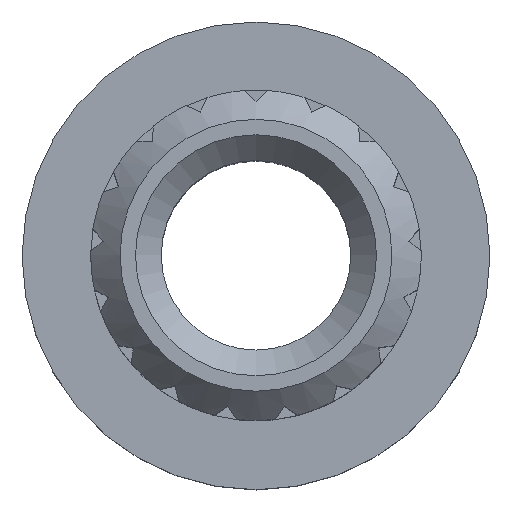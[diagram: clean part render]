
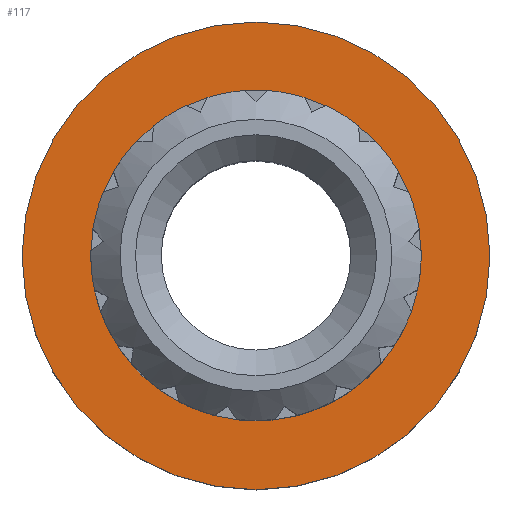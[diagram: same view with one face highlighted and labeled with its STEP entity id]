
A CAD part, top view. The second image highlights one B-rep face of the part: STEP entity #117.
In plain terms, the highlighted planar face has unit normal (0, 0, 1).
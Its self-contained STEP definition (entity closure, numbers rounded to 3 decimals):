
#117 = ADVANCED_FACE( '', ( #296, #297 ), #298, .F. );
#296 = FACE_BOUND( '', #543, .T. );
#297 = FACE_OUTER_BOUND( '', #544, .T. );
#298 = PLANE( '', #545 );
#543 = EDGE_LOOP( '', ( #823 ) );
#544 = EDGE_LOOP( '', ( #824 ) );
#545 = AXIS2_PLACEMENT_3D( '', #825, #826, #827 );
#823 = ORIENTED_EDGE( '', *, *, #1461, .T. );
#824 = ORIENTED_EDGE( '', *, *, #1462, .F. );
#825 = CARTESIAN_POINT( '', ( 0., 0., 2. ) );
#826 = DIRECTION( '', ( 0., 0., -1. ) );
#827 = DIRECTION( '', ( -1., 0., 0. ) );
#1461 = EDGE_CURVE( '', #1743, #1743, #1744, .T. );
#1462 = EDGE_CURVE( '', #1745, #1745, #1746, .T. );
#1743 = VERTEX_POINT( '', #2154 );
#1744 = CIRCLE( '', #2155, 2.824 );
#1745 = VERTEX_POINT( '', #2156 );
#1746 = CIRCLE( '', #2157, 4. );
#2154 = CARTESIAN_POINT( '', ( 2.824, 0., 2. ) );
#2155 = AXIS2_PLACEMENT_3D( '', #2758, #2759, #2760 );
#2156 = CARTESIAN_POINT( '', ( 4., 0., 2. ) );
#2157 = AXIS2_PLACEMENT_3D( '', #2761, #2762, #2763 );
#2758 = CARTESIAN_POINT( '', ( 0., 0., 2. ) );
#2759 = DIRECTION( '', ( 0., 0., -1. ) );
#2760 = DIRECTION( '', ( 1., 0., 0. ) );
#2761 = CARTESIAN_POINT( '', ( 0., 0., 2. ) );
#2762 = DIRECTION( '', ( 0., 0., -1. ) );
#2763 = DIRECTION( '', ( 1., 0., 0. ) );
